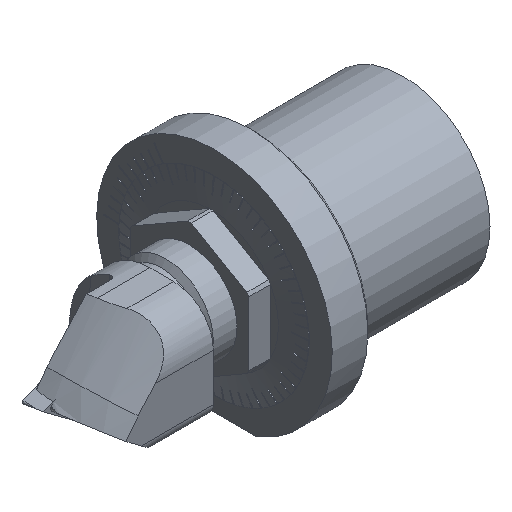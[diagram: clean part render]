
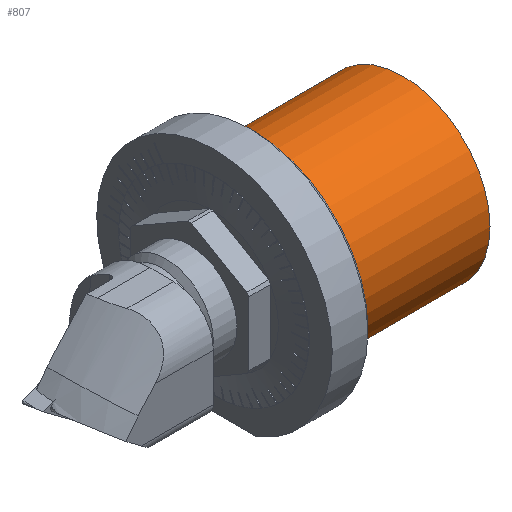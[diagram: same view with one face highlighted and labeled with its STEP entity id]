
A CAD part, isometric view. The second image highlights one B-rep face of the part: STEP entity #807.
In plain terms, the highlighted cylindrical face has radius 10.993 mm (diameter 21.986 mm), a full revolution.
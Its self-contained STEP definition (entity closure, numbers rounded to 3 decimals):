
#535=FACE_BOUND('',#1550,.T.);
#536=FACE_BOUND('',#1551,.T.);
#581=CIRCLE('',#7151,10.993);
#606=CIRCLE('',#7191,10.993);
#807=ADVANCED_FACE('',(#535,#536),#1121,.T.);
#1121=CYLINDRICAL_SURFACE('',#7194,10.993);
#1550=EDGE_LOOP('',(#3388));
#1551=EDGE_LOOP('',(#3389));
#3388=ORIENTED_EDGE('',*,*,#5965,.F.);
#3389=ORIENTED_EDGE('',*,*,#5869,.T.);
#5168=VERTEX_POINT('',#9727);
#5260=VERTEX_POINT('',#9930);
#5869=EDGE_CURVE('',#5168,#5168,#581,.T.);
#5965=EDGE_CURVE('',#5260,#5260,#606,.T.);
#7151=AXIS2_PLACEMENT_3D('',#9726,#7884,#7885);
#7191=AXIS2_PLACEMENT_3D('',#9929,#8035,#8036);
#7194=AXIS2_PLACEMENT_3D('',#9934,#8041,#8042);
#7884=DIRECTION('',(1.,0.,0.));
#7885=DIRECTION('',(0.,0.,-1.));
#8035=DIRECTION('',(1.,0.,0.));
#8036=DIRECTION('',(0.,0.,1.));
#8041=DIRECTION('',(1.,0.,0.));
#8042=DIRECTION('',(0.,0.,1.));
#9726=CARTESIAN_POINT('',(0.,0.,0.));
#9727=CARTESIAN_POINT('',(0.,0.,-10.993));
#9929=CARTESIAN_POINT('',(18.8,0.,0.));
#9930=CARTESIAN_POINT('',(18.8,0.,10.993));
#9934=CARTESIAN_POINT('',(87.976,0.,0.));
